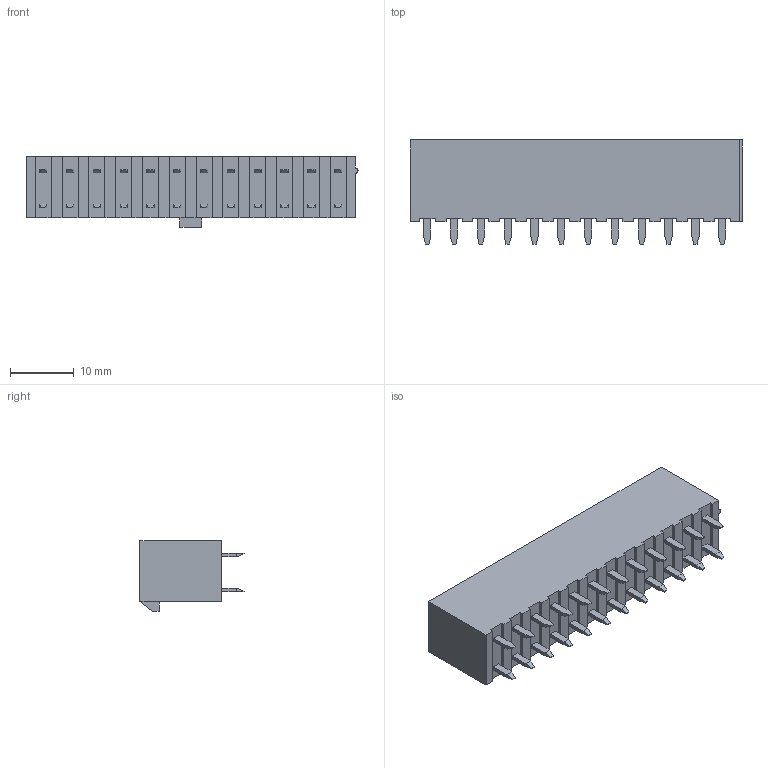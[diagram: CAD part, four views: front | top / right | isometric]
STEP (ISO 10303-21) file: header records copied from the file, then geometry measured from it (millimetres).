
FILE_DESCRIPTION(('STEP AP242'),'1');
FILE_NAME('0460152406.stp','2025-01-26T11:30:47',('TraceParts'),('TraceParts S.A.'),'Spatial InterOp 3D',' ',' ');
FILE_SCHEMA(('AP242_MANAGED_MODEL_BASED_3D_ENGINEERING_MIM_LF {1 0 10303 442 1 1 4}'));
Length unit declared in the file: millimetre
Products named in the file (1): 0460152406_1
Bounding box: 52 x 16.3 x 11.1 mm (x, y, z)
Volume: 3488.3 mm3; surface area: 6617.5 mm2
Topology: 1 solids, 1 shells, 518 faces, 1378 edges, 982 vertices
Faces by surface type: plane 516, cylinder 2
Entity records: 15788 total; most frequent: CARTESIAN_POINT 2784, ORIENTED_EDGE 2660, DIRECTION 2470, EDGE_CURVE 1330, LINE 1326, VECTOR 1326, VERTEX_POINT 886, EDGE_LOOP 590
